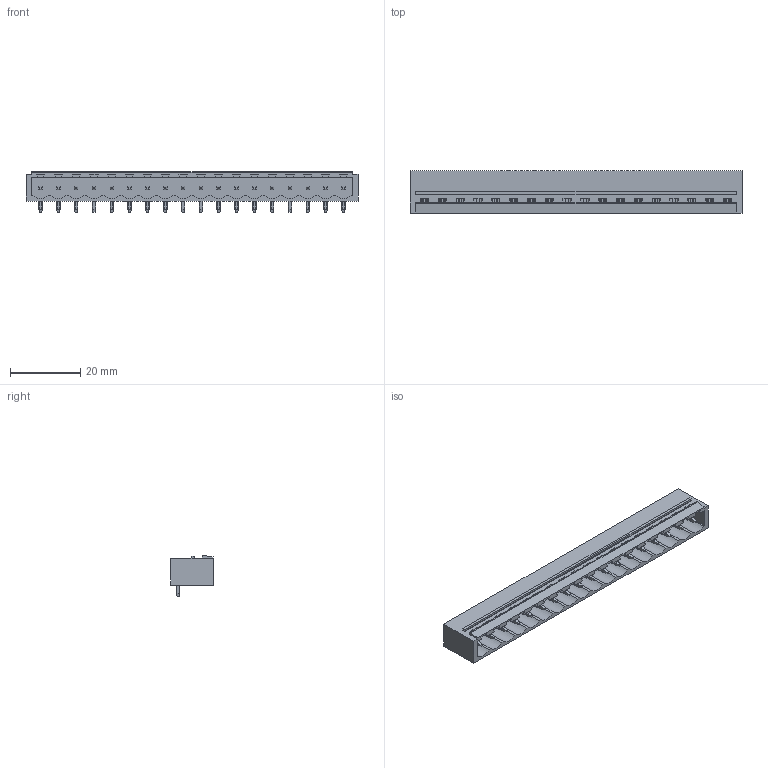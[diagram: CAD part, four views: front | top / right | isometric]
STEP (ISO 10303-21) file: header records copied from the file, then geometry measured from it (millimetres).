
FILE_DESCRIPTION(('CATIA V5 STEP Exchange','CAx-IF Rec.Pracs.--- Model Styling and Organization---1.2---2011-12-15'),'2;1');
FILE_NAME ('D1449086_0', '2018-10-25T09:57:50+00:00', ('none'), ('Weidmueller'), 'CATIA Version 5-6 Release 2014', 'CATIA V5 STEP AP214', 'none');
FILE_SCHEMA(('AUTOMOTIVE_DESIGN { 1 0 10303 214 1 1 1 1 }'));
Length unit declared in the file: millimetre
Products named in the file (1): 1147810000
Bounding box: 94.64 x 12 x 11.63 mm (x, y, z)
Volume: 4460.7 mm3; surface area: 7260.8 mm2
Topology: 19 solids, 19 shells, 887 faces, 2469 edges, 1586 vertices
Faces by surface type: plane 579, cylinder 308
Entity records: 25726 total; most frequent: CARTESIAN_POINT 5911, ORIENTED_EDGE 4938, DIRECTION 2773, EDGE_CURVE 2463, VECTOR 1707, LINE 1707, VERTEX_POINT 1578, EDGE_LOOP 925
